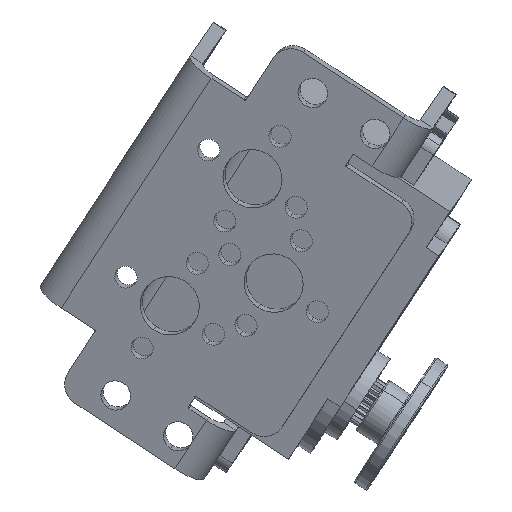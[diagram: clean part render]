
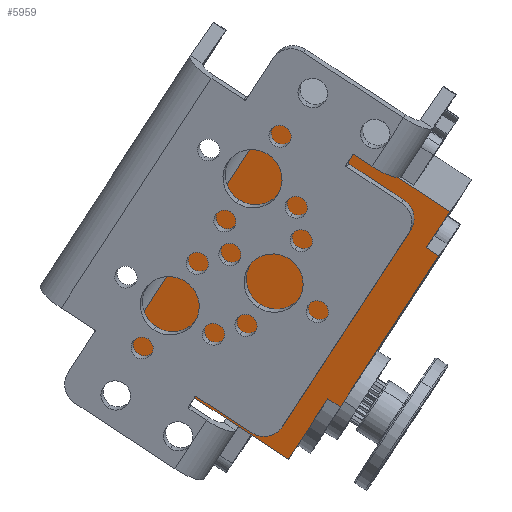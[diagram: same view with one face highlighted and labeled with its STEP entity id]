
A CAD part, front view. The second image highlights one B-rep face of the part: STEP entity #5959.
In plain terms, the highlighted planar face has unit normal (-0.146, -0.967, -0.211).
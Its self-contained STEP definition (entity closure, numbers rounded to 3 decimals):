
#9 = AXIS2_PLACEMENT_3D ( 'NONE', #7478, #10885, #9218 ) ;
#205 = EDGE_CURVE ( 'NONE', #10380, #2443, #6851, .T. ) ;
#276 = CARTESIAN_POINT ( 'NONE',  ( 84.048, 284.189, 25.463 ) ) ;
#692 = PLANE ( 'NONE',  #9 ) ;
#796 = CARTESIAN_POINT ( 'NONE',  ( 98.915, 277.767, 44.613 ) ) ;
#828 = CARTESIAN_POINT ( 'NONE',  ( 84.048, 284.189, 25.463 ) ) ;
#1071 = VECTOR ( 'NONE', #1744, 1000. ) ;
#1201 = ORIENTED_EDGE ( 'NONE', *, *, #3292, .F. ) ;
#1272 = LINE ( 'NONE', #9743, #4585 ) ;
#1350 = DIRECTION ( 'NONE',  ( -0.528, 0.256, -0.81 ) ) ;
#1744 = DIRECTION ( 'NONE',  ( 0.837, -0.007, -0.548 ) ) ;
#2340 = DIRECTION ( 'NONE',  ( 0.837, -0.007, -0.548 ) ) ;
#2394 = VERTEX_POINT ( 'NONE', #5994 ) ;
#2443 = VERTEX_POINT ( 'NONE', #8960 ) ;
#2463 = CARTESIAN_POINT ( 'NONE',  ( 56.18, 286.952, 32.15 ) ) ;
#2493 = ORIENTED_EDGE ( 'NONE', *, *, #6433, .F. ) ;
#2554 = VERTEX_POINT ( 'NONE', #276 ) ;
#2647 = VERTEX_POINT ( 'NONE', #8347 ) ;
#2920 = EDGE_CURVE ( 'NONE', #10883, #6459, #1272, .T. ) ;
#2948 = DIRECTION ( 'NONE',  ( 0.837, -0.007, -0.548 ) ) ;
#3292 = EDGE_CURVE ( 'NONE', #6459, #2394, #3447, .T. ) ;
#3331 = ORIENTED_EDGE ( 'NONE', *, *, #4757, .F. ) ;
#3447 = LINE ( 'NONE', #6242, #8532 ) ;
#3559 = CARTESIAN_POINT ( 'NONE',  ( 100.408, 276.243, 50.568 ) ) ;
#3590 = CARTESIAN_POINT ( 'NONE',  ( 72.407, 279.07, 57.052 ) ) ;
#3981 = LINE ( 'NONE', #10649, #4125 ) ;
#4020 = CARTESIAN_POINT ( 'NONE',  ( 76.143, 276.458, 66.448 ) ) ;
#4125 = VECTOR ( 'NONE', #1350, 1000. ) ;
#4191 = DIRECTION ( 'NONE',  ( 0.837, -0.007, -0.548 ) ) ;
#4264 = CARTESIAN_POINT ( 'NONE',  ( 97.241, 277.781, 45.709 ) ) ;
#4268 = DIRECTION ( 'NONE',  ( 0.528, -0.256, 0.81 ) ) ;
#4324 = LINE ( 'NONE', #796, #10044 ) ;
#4577 = ORIENTED_EDGE ( 'NONE', *, *, #11088, .T. ) ;
#4585 = VECTOR ( 'NONE', #9682, 1000. ) ;
#4757 = EDGE_CURVE ( 'NONE', #2443, #10883, #9110, .T. ) ;
#5250 = VECTOR ( 'NONE', #4191, 1000. ) ;
#5384 = VECTOR ( 'NONE', #2340, 1000. ) ;
#5404 = VERTEX_POINT ( 'NONE', #10500 ) ;
#5834 = DIRECTION ( 'NONE',  ( -0.528, 0.256, -0.81 ) ) ;
#5959 = ADVANCED_FACE ( 'NONE', ( #10671 ), #692, .T. ) ;
#5994 = CARTESIAN_POINT ( 'NONE',  ( 98.915, 277.767, 44.613 ) ) ;
#6242 = CARTESIAN_POINT ( 'NONE',  ( 97.241, 277.781, 45.709 ) ) ;
#6366 = ORIENTED_EDGE ( 'NONE', *, *, #2920, .F. ) ;
#6433 = EDGE_CURVE ( 'NONE', #2394, #5404, #4324, .T. ) ;
#6459 = VERTEX_POINT ( 'NONE', #4264 ) ;
#6851 = LINE ( 'NONE', #3590, #8924 ) ;
#7297 = LINE ( 'NONE', #10705, #1071 ) ;
#7478 = CARTESIAN_POINT ( 'NONE',  ( 76.143, 276.458, 66.448 ) ) ;
#7728 = EDGE_LOOP ( 'NONE', ( #9288, #4577, #9965, #8770, #2493, #1201, #6366, #3331 ) ) ;
#7973 = EDGE_CURVE ( 'NONE', #2554, #2647, #3981, .T. ) ;
#8286 = LINE ( 'NONE', #828, #5384 ) ;
#8347 = CARTESIAN_POINT ( 'NONE',  ( 78.771, 286.752, 17.365 ) ) ;
#8401 = EDGE_CURVE ( 'NONE', #2554, #5404, #8286, .T. ) ;
#8532 = VECTOR ( 'NONE', #2948, 1000. ) ;
#8770 = ORIENTED_EDGE ( 'NONE', *, *, #8401, .T. ) ;
#8924 = VECTOR ( 'NONE', #4268, 1000. ) ;
#8960 = CARTESIAN_POINT ( 'NONE',  ( 77.816, 276.443, 65.352 ) ) ;
#9110 = LINE ( 'NONE', #4020, #5250 ) ;
#9218 = DIRECTION ( 'NONE',  ( -0.528, 0.256, -0.81 ) ) ;
#9288 = ORIENTED_EDGE ( 'NONE', *, *, #205, .F. ) ;
#9682 = DIRECTION ( 'NONE',  ( -0.528, 0.256, -0.81 ) ) ;
#9743 = CARTESIAN_POINT ( 'NONE',  ( 78.771, 286.752, 17.365 ) ) ;
#9965 = ORIENTED_EDGE ( 'NONE', *, *, #7973, .F. ) ;
#10044 = VECTOR ( 'NONE', #5834, 1000. ) ;
#10380 = VERTEX_POINT ( 'NONE', #2463 ) ;
#10500 = CARTESIAN_POINT ( 'NONE',  ( 85.722, 284.174, 24.368 ) ) ;
#10649 = CARTESIAN_POINT ( 'NONE',  ( 78.771, 286.752, 17.365 ) ) ;
#10671 = FACE_OUTER_BOUND ( 'NONE', #7728, .T. ) ;
#10705 = CARTESIAN_POINT ( 'NONE',  ( 54.506, 286.967, 33.245 ) ) ;
#10883 = VERTEX_POINT ( 'NONE', #3559 ) ;
#10885 = DIRECTION ( 'NONE',  ( -0.146, -0.967, -0.211 ) ) ;
#11088 = EDGE_CURVE ( 'NONE', #10380, #2647, #7297, .T. ) ;
